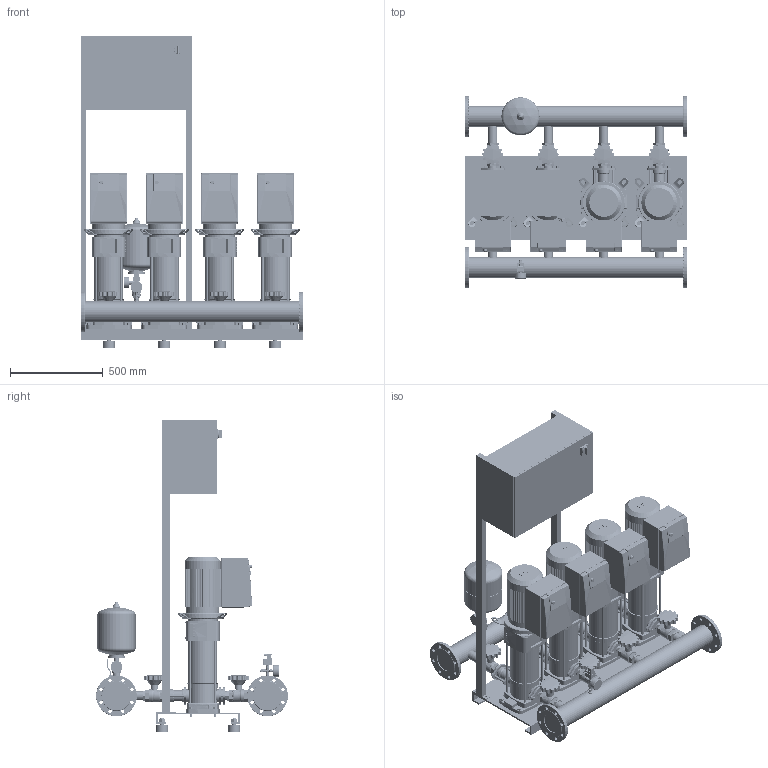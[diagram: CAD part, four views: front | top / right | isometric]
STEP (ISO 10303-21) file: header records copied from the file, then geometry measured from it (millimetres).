
FILE_DESCRIPTION((''),'2;1');
FILE_NAME('3d_COR-4HELIXVE1603_3kW_K_CCE-01-2539340.stp','2015-10-05T07:14:30',(''),(''),'Mechanical Desktop 2009','Mechanical Desktop 2009',', , ');
FILE_SCHEMA(('CONFIG_CONTROL_DESIGN'));
Length unit declared in the file: millimetre
Products named in the file (1): Product
Bounding box: 1200 x 1036 x 1685 mm (x, y, z)
Volume: 237218844.4 mm3; surface area: 12567460 mm2
Topology: 250 solids, 250 shells, 5809 faces, 14543 edges, 9424 vertices
Faces by surface type: bspline 1898, cylinder 1790, plane 1596, cone 241, torus 204, sphere 80
Entity records: 193056 total; most frequent: CARTESIAN_POINT 57018, ORIENTED_EDGE 28930, DIRECTION 27066, EDGE_CURVE 14465, AXIS2_PLACEMENT_3D 9617, VERTEX_POINT 9417, VECTOR 7832, LINE 7832
